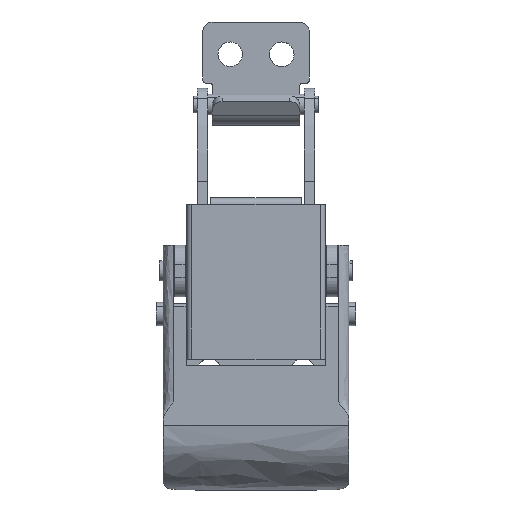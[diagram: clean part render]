
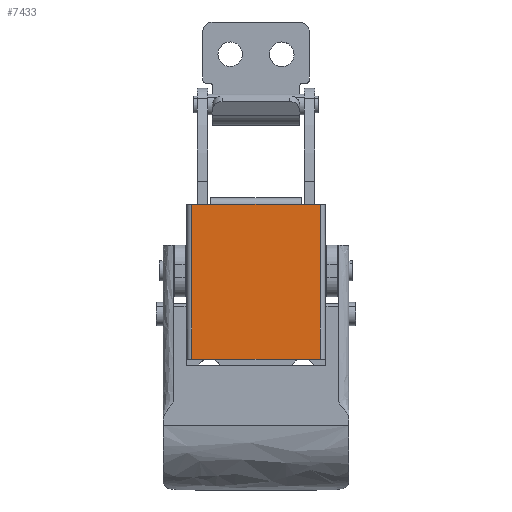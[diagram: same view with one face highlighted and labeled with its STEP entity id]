
A CAD part, front view. The second image highlights one B-rep face of the part: STEP entity #7433.
In plain terms, the highlighted free-form (B-spline) face has degree [1, 1] with [2, 2] control points.
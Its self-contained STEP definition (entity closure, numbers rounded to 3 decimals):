
#6817=CARTESIAN_POINT('',(-9.95,-5.5,17.0));
#6818=VERTEX_POINT('',#6817);
#6836=CARTESIAN_POINT('',(-9.95,-5.5,-7.));
#6837=VERTEX_POINT('',#6836);
#6849=CARTESIAN_POINT('',(-9.95,-5.5,17.0));
#6850=CARTESIAN_POINT('',(-9.95,-5.5,-7.));
#6851=QUASI_UNIFORM_CURVE('',1,(#6849,#6850),.UNSPECIFIED.,.F.,.U.);
#6852=EDGE_CURVE('',#6818,#6837,#6851,.T.);
#6871=CARTESIAN_POINT('',(9.95,-5.5,17.0));
#6872=VERTEX_POINT('',#6871);
#6886=CARTESIAN_POINT('',(9.95,-5.5,-7.));
#6887=VERTEX_POINT('',#6886);
#6888=CARTESIAN_POINT('',(9.95,-5.5,-7.));
#6889=CARTESIAN_POINT('',(9.95,-5.5,17.0));
#6890=QUASI_UNIFORM_CURVE('',1,(#6888,#6889),.UNSPECIFIED.,.F.,.U.);
#6891=EDGE_CURVE('',#6887,#6872,#6890,.T.);
#6992=CARTESIAN_POINT('',(-7.0,-5.5,17.0));
#6993=VERTEX_POINT('',#6992);
#7048=CARTESIAN_POINT('',(7.0,-5.5,17.0));
#7049=VERTEX_POINT('',#7048);
#7164=CARTESIAN_POINT('',(7.0,-5.5,17.0));
#7165=CARTESIAN_POINT('',(-7.0,-5.5,17.0));
#7166=QUASI_UNIFORM_CURVE('',1,(#7164,#7165),.UNSPECIFIED.,.F.,.U.);
#7167=EDGE_CURVE('',#7049,#6993,#7166,.T.);
#7393=CARTESIAN_POINT('',(9.95,-5.5,-7.));
#7394=CARTESIAN_POINT('',(-9.95,-5.5,-7.));
#7395=QUASI_UNIFORM_CURVE('',1,(#7393,#7394),.UNSPECIFIED.,.F.,.U.);
#7396=EDGE_CURVE('',#6887,#6837,#7395,.T.);
#7412=CARTESIAN_POINT('',(-10.944,-5.5,-8.199));
#7413=CARTESIAN_POINT('',(-10.944,-5.5,18.199));
#7414=CARTESIAN_POINT('',(10.944,-5.5,-8.199));
#7415=CARTESIAN_POINT('',(10.944,-5.5,18.199));
#7416=B_SPLINE_SURFACE_WITH_KNOTS('',1,1,((#7412,#7414),(#7413,#7415)),.UNSPECIFIED.,.F.,.F.,.U.,(2,2),(2,2),(0.0,26.398),(0.0,21.888),.UNSPECIFIED.);
#7417=ORIENTED_EDGE('',*,*,#7396,.F.);
#7418=ORIENTED_EDGE('',*,*,#6891,.T.);
#7419=CARTESIAN_POINT('',(9.95,-5.5,17.0));
#7420=CARTESIAN_POINT('',(7.0,-5.5,17.0));
#7421=QUASI_UNIFORM_CURVE('',1,(#7419,#7420),.UNSPECIFIED.,.F.,.U.);
#7422=EDGE_CURVE('',#6872,#7049,#7421,.T.);
#7423=ORIENTED_EDGE('',*,*,#7422,.T.);
#7424=ORIENTED_EDGE('',*,*,#7167,.T.);
#7425=CARTESIAN_POINT('',(-7.0,-5.5,17.0));
#7426=CARTESIAN_POINT('',(-9.95,-5.5,17.0));
#7427=QUASI_UNIFORM_CURVE('',1,(#7425,#7426),.UNSPECIFIED.,.F.,.U.);
#7428=EDGE_CURVE('',#6993,#6818,#7427,.T.);
#7429=ORIENTED_EDGE('',*,*,#7428,.T.);
#7430=ORIENTED_EDGE('',*,*,#6852,.T.);
#7431=EDGE_LOOP('',(#7417,#7418,#7423,#7424,#7429,#7430));
#7432=FACE_OUTER_BOUND('',#7431,.T.);
#7433=ADVANCED_FACE('',(#7432),#7416,.F.);
